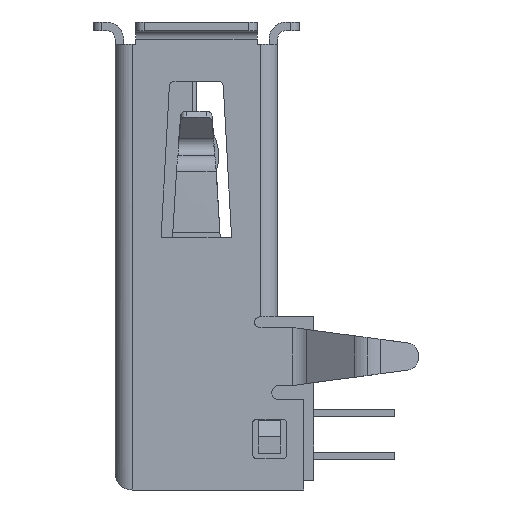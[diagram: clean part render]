
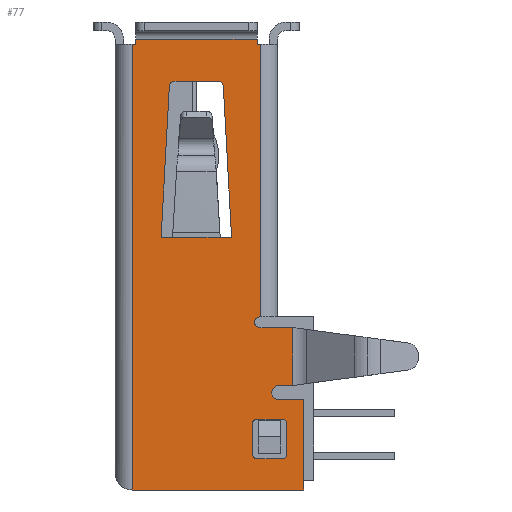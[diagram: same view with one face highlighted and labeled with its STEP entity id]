
A CAD part, left-side view. The second image highlights one B-rep face of the part: STEP entity #77.
In plain terms, the highlighted planar face has unit normal (-1, 0, 0).
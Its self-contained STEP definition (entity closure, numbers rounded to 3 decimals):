
#77=ADVANCED_FACE('',(#536,#537,#538),#539,.F.);
#536=FACE_OUTER_BOUND('',#1408,.T.);
#537=FACE_BOUND('',#1409,.T.);
#538=FACE_BOUND('',#1410,.T.);
#539=PLANE('',#1411);
#1408=EDGE_LOOP('',(#3953,#3954,#3955,#3956,#3957,#3958,#3959,#3960,#3961,#3962,#3963,#3964,#3965,#3966,#3967,#3968));
#1409=EDGE_LOOP('',(#3969,#3970,#3971,#3972,#3973,#3974,#3975,#3976));
#1410=EDGE_LOOP('',(#3977,#3978,#3979,#3980,#3981,#3982,#3983,#3984));
#1411=AXIS2_PLACEMENT_3D('',#3985,#3986,#3987);
#3953=ORIENTED_EDGE('',*,*,#7114,.F.);
#3954=ORIENTED_EDGE('',*,*,#7115,.F.);
#3955=ORIENTED_EDGE('',*,*,#7116,.T.);
#3956=ORIENTED_EDGE('',*,*,#7117,.F.);
#3957=ORIENTED_EDGE('',*,*,#7118,.F.);
#3958=ORIENTED_EDGE('',*,*,#7119,.T.);
#3959=ORIENTED_EDGE('',*,*,#7120,.T.);
#3960=ORIENTED_EDGE('',*,*,#7121,.F.);
#3961=ORIENTED_EDGE('',*,*,#7122,.F.);
#3962=ORIENTED_EDGE('',*,*,#7123,.T.);
#3963=ORIENTED_EDGE('',*,*,#7098,.T.);
#3964=ORIENTED_EDGE('',*,*,#7124,.F.);
#3965=ORIENTED_EDGE('',*,*,#7125,.F.);
#3966=ORIENTED_EDGE('',*,*,#7126,.T.);
#3967=ORIENTED_EDGE('',*,*,#7090,.T.);
#3968=ORIENTED_EDGE('',*,*,#7113,.T.);
#3969=ORIENTED_EDGE('',*,*,#7127,.F.);
#3970=ORIENTED_EDGE('',*,*,#7128,.F.);
#3971=ORIENTED_EDGE('',*,*,#7129,.F.);
#3972=ORIENTED_EDGE('',*,*,#7130,.F.);
#3973=ORIENTED_EDGE('',*,*,#7131,.F.);
#3974=ORIENTED_EDGE('',*,*,#7132,.F.);
#3975=ORIENTED_EDGE('',*,*,#7133,.F.);
#3976=ORIENTED_EDGE('',*,*,#7134,.F.);
#3977=ORIENTED_EDGE('',*,*,#7135,.T.);
#3978=ORIENTED_EDGE('',*,*,#7136,.T.);
#3979=ORIENTED_EDGE('',*,*,#7137,.T.);
#3980=ORIENTED_EDGE('',*,*,#7138,.T.);
#3981=ORIENTED_EDGE('',*,*,#7139,.T.);
#3982=ORIENTED_EDGE('',*,*,#7140,.T.);
#3983=ORIENTED_EDGE('',*,*,#7141,.T.);
#3984=ORIENTED_EDGE('',*,*,#7142,.T.);
#3985=CARTESIAN_POINT('',(-6.55,0.0,0.0));
#3986=DIRECTION('',(1.0,0.0,0.0));
#3987=DIRECTION('',(0.0,1.0,0.0));
#7090=EDGE_CURVE('',#8347,#8348,#8349,.T.);
#7098=EDGE_CURVE('',#8362,#8360,#8363,.T.);
#7113=EDGE_CURVE('',#8348,#8387,#8389,.T.);
#7114=EDGE_CURVE('',#8390,#8387,#8391,.T.);
#7115=EDGE_CURVE('',#8392,#8390,#8393,.T.);
#7116=EDGE_CURVE('',#8392,#8394,#8395,.T.);
#7117=EDGE_CURVE('',#8396,#8394,#8397,.T.);
#7118=EDGE_CURVE('',#8398,#8396,#8399,.T.);
#7119=EDGE_CURVE('',#8398,#8400,#8401,.T.);
#7120=EDGE_CURVE('',#8400,#8402,#8403,.T.);
#7121=EDGE_CURVE('',#8404,#8402,#8405,.T.);
#7122=EDGE_CURVE('',#8406,#8404,#8407,.T.);
#7123=EDGE_CURVE('',#8406,#8362,#8408,.T.);
#7124=EDGE_CURVE('',#8409,#8360,#8410,.T.);
#7125=EDGE_CURVE('',#8411,#8409,#8412,.T.);
#7126=EDGE_CURVE('',#8411,#8347,#8413,.T.);
#7127=EDGE_CURVE('',#8414,#8415,#8416,.T.);
#7128=EDGE_CURVE('',#8417,#8414,#8418,.T.);
#7129=EDGE_CURVE('',#8419,#8417,#8420,.T.);
#7130=EDGE_CURVE('',#8421,#8419,#8422,.T.);
#7131=EDGE_CURVE('',#8423,#8421,#8424,.T.);
#7132=EDGE_CURVE('',#8425,#8423,#8426,.T.);
#7133=EDGE_CURVE('',#8427,#8425,#8428,.T.);
#7134=EDGE_CURVE('',#8415,#8427,#8429,.T.);
#7135=EDGE_CURVE('',#8430,#8431,#8432,.T.);
#7136=EDGE_CURVE('',#8431,#8433,#8434,.T.);
#7137=EDGE_CURVE('',#8433,#8435,#8436,.T.);
#7138=EDGE_CURVE('',#8435,#8437,#8438,.T.);
#7139=EDGE_CURVE('',#8437,#8439,#8440,.T.);
#7140=EDGE_CURVE('',#8439,#8441,#8442,.T.);
#7141=EDGE_CURVE('',#8441,#8443,#8444,.T.);
#7142=EDGE_CURVE('',#8443,#8430,#8445,.T.);
#8347=VERTEX_POINT('',#10683);
#8348=VERTEX_POINT('',#10684);
#8349=LINE('',#10685,#10686);
#8360=VERTEX_POINT('',#10702);
#8362=VERTEX_POINT('',#10705);
#8363=LINE('',#10706,#10707);
#8387=VERTEX_POINT('',#10739);
#8389=LINE('',#10778,#10779);
#8390=VERTEX_POINT('',#10780);
#8391=LINE('',#10781,#10782);
#8392=VERTEX_POINT('',#10783);
#8393=LINE('',#10784,#10785);
#8394=VERTEX_POINT('',#10786);
#8395=LINE('',#10787,#10788);
#8396=VERTEX_POINT('',#10789);
#8397=CIRCLE('',#10790,0.25);
#8398=VERTEX_POINT('',#10791);
#8399=LINE('',#10792,#10793);
#8400=VERTEX_POINT('',#10794);
#8401=LINE('',#10795,#10796);
#8402=VERTEX_POINT('',#10797);
#8403=LINE('',#10798,#10799);
#8404=VERTEX_POINT('',#10800);
#8405=CIRCLE('',#10801,0.19);
#8406=VERTEX_POINT('',#10802);
#8407=LINE('',#10803,#10804);
#8408=LINE('',#10805,#10806);
#8409=VERTEX_POINT('',#10807);
#8410=LINE('',#10808,#10809);
#8411=VERTEX_POINT('',#10810);
#8412=LINE('',#10811,#10812);
#8413=LINE('',#10813,#10814);
#8414=VERTEX_POINT('',#10815);
#8415=VERTEX_POINT('',#10816);
#8416=LINE('',#10817,#10818);
#8417=VERTEX_POINT('',#10819);
#8418=CIRCLE('',#10820,0.15);
#8419=VERTEX_POINT('',#10821);
#8420=LINE('',#10822,#10823);
#8421=VERTEX_POINT('',#10824);
#8422=CIRCLE('',#10825,0.15);
#8423=VERTEX_POINT('',#10826);
#8424=LINE('',#10827,#10828);
#8425=VERTEX_POINT('',#10829);
#8426=CIRCLE('',#10830,0.15);
#8427=VERTEX_POINT('',#10831);
#8428=LINE('',#10832,#10833);
#8429=CIRCLE('',#10834,0.15);
#8430=VERTEX_POINT('',#10835);
#8431=VERTEX_POINT('',#10836);
#8432=LINE('',#10837,#10838);
#8433=VERTEX_POINT('',#10839);
#8434=LINE('',#10840,#10841);
#8435=VERTEX_POINT('',#10842);
#8436=LINE('',#10843,#10844);
#8437=VERTEX_POINT('',#10845);
#8438=CIRCLE('',#10846,0.2);
#8439=VERTEX_POINT('',#10847);
#8440=LINE('',#10848,#10849);
#8441=VERTEX_POINT('',#10850);
#8442=CIRCLE('',#10851,0.2);
#8443=VERTEX_POINT('',#10852);
#8444=LINE('',#10853,#10854);
#8445=LINE('',#10855,#10856);
#10683=CARTESIAN_POINT('',(-6.55,2.14,-0.78));
#10684=CARTESIAN_POINT('',(-6.55,2.26,-0.78));
#10685=CARTESIAN_POINT('',(-6.55,2.14,-0.78));
#10686=VECTOR('',#15351,0.12);
#10702=CARTESIAN_POINT('',(-6.55,-2.14,-0.78));
#10705=CARTESIAN_POINT('',(-6.55,-2.26,-0.78));
#10706=CARTESIAN_POINT('',(-6.55,-2.26,-0.78));
#10707=VECTOR('',#15361,0.12);
#10739=CARTESIAN_POINT('',(-6.55,2.26,-16.48));
#10778=CARTESIAN_POINT('',(-6.55,2.26,-0.78));
#10779=VECTOR('',#15385,15.7);
#10780=CARTESIAN_POINT('',(-6.55,-3.78,-16.48));
#10781=CARTESIAN_POINT('',(-6.55,-3.78,-16.48));
#10782=VECTOR('',#15386,6.04);
#10783=CARTESIAN_POINT('',(-6.55,-3.78,-13.3));
#10784=CARTESIAN_POINT('',(-6.55,-3.78,-13.3));
#10785=VECTOR('',#15387,3.18);
#10786=CARTESIAN_POINT('',(-6.55,-2.9,-13.3));
#10787=CARTESIAN_POINT('',(-6.55,-3.78,-13.3));
#10788=VECTOR('',#15388,0.88);
#10789=CARTESIAN_POINT('',(-6.55,-2.9,-12.8));
#10790=AXIS2_PLACEMENT_3D('',#15389,#15390,#15391);
#10791=CARTESIAN_POINT('',(-6.55,-3.4,-12.8));
#10792=CARTESIAN_POINT('',(-6.55,-3.4,-12.8));
#10793=VECTOR('',#15392,0.5);
#10794=CARTESIAN_POINT('',(-6.55,-3.4,-10.76));
#10795=CARTESIAN_POINT('',(-6.55,-3.4,-12.8));
#10796=VECTOR('',#15393,2.04);
#10797=CARTESIAN_POINT('',(-6.55,-2.24,-10.76));
#10798=CARTESIAN_POINT('',(-6.55,-3.4,-10.76));
#10799=VECTOR('',#15394,1.16);
#10800=CARTESIAN_POINT('',(-6.55,-2.24,-10.38));
#10801=AXIS2_PLACEMENT_3D('',#15395,#15396,#15397);
#10802=CARTESIAN_POINT('',(-6.55,-2.26,-10.38));
#10803=CARTESIAN_POINT('',(-6.55,-2.26,-10.38));
#10804=VECTOR('',#15398,0.02);
#10805=CARTESIAN_POINT('',(-6.55,-2.26,-10.38));
#10806=VECTOR('',#15399,9.6);
#10807=CARTESIAN_POINT('',(-6.55,-2.14,-0.6));
#10808=CARTESIAN_POINT('',(-6.55,-2.14,-0.6));
#10809=VECTOR('',#15400,0.18);
#10810=CARTESIAN_POINT('',(-6.55,2.14,-0.6));
#10811=CARTESIAN_POINT('',(-6.55,2.14,-0.6));
#10812=VECTOR('',#15401,4.28);
#10813=CARTESIAN_POINT('',(-6.55,2.14,-0.6));
#10814=VECTOR('',#15402,0.18);
#10815=CARTESIAN_POINT('',(-6.55,-3.18,-15.23));
#10816=CARTESIAN_POINT('',(-6.55,-3.18,-14.13));
#10817=CARTESIAN_POINT('',(-6.55,-3.18,-15.23));
#10818=VECTOR('',#15403,1.1);
#10819=CARTESIAN_POINT('',(-6.55,-3.03,-15.38));
#10820=AXIS2_PLACEMENT_3D('',#15404,#15405,#15406);
#10821=CARTESIAN_POINT('',(-6.55,-2.13,-15.38));
#10822=CARTESIAN_POINT('',(-6.55,-2.13,-15.38));
#10823=VECTOR('',#15407,0.9);
#10824=CARTESIAN_POINT('',(-6.55,-1.98,-15.23));
#10825=AXIS2_PLACEMENT_3D('',#15408,#15409,#15410);
#10826=CARTESIAN_POINT('',(-6.55,-1.98,-14.13));
#10827=CARTESIAN_POINT('',(-6.55,-1.98,-14.13));
#10828=VECTOR('',#15411,1.1);
#10829=CARTESIAN_POINT('',(-6.55,-2.13,-13.98));
#10830=AXIS2_PLACEMENT_3D('',#15412,#15413,#15414);
#10831=CARTESIAN_POINT('',(-6.55,-3.03,-13.98));
#10832=CARTESIAN_POINT('',(-6.55,-3.03,-13.98));
#10833=VECTOR('',#15415,0.9);
#10834=AXIS2_PLACEMENT_3D('',#15416,#15417,#15418);
#10835=CARTESIAN_POINT('',(-6.55,-0.84,-7.58));
#10836=CARTESIAN_POINT('',(-6.55,0.84,-7.58));
#10837=CARTESIAN_POINT('',(-6.55,-0.84,-7.58));
#10838=VECTOR('',#15419,1.68);
#10839=CARTESIAN_POINT('',(-6.55,1.241,-7.58));
#10840=CARTESIAN_POINT('',(-6.55,0.84,-7.58));
#10841=VECTOR('',#15420,0.401);
#10842=CARTESIAN_POINT('',(-6.55,0.951,-2.269));
#10843=CARTESIAN_POINT('',(-6.55,1.241,-7.58));
#10844=VECTOR('',#15421,5.319);
#10845=CARTESIAN_POINT('',(-6.55,0.751,-2.08));
#10846=AXIS2_PLACEMENT_3D('',#15422,#15423,#15424);
#10847=CARTESIAN_POINT('',(-6.55,-0.751,-2.08));
#10848=CARTESIAN_POINT('',(-6.55,0.751,-2.08));
#10849=VECTOR('',#15425,1.502);
#10850=CARTESIAN_POINT('',(-6.55,-0.951,-2.269));
#10851=AXIS2_PLACEMENT_3D('',#15426,#15427,#15428);
#10852=CARTESIAN_POINT('',(-6.55,-1.241,-7.58));
#10853=CARTESIAN_POINT('',(-6.55,-0.951,-2.269));
#10854=VECTOR('',#15429,5.319);
#10855=CARTESIAN_POINT('',(-6.55,-1.241,-7.58));
#10856=VECTOR('',#15430,0.401);
#15351=DIRECTION('',(0.0,1.0,0.0));
#15361=DIRECTION('',(0.0,1.0,0.0));
#15385=DIRECTION('',(0.0,0.0,-1.0));
#15386=DIRECTION('',(0.0,1.0,0.0));
#15387=DIRECTION('',(0.0,0.0,-1.0));
#15388=DIRECTION('',(0.0,1.0,0.0));
#15389=CARTESIAN_POINT('',(-6.55,-2.9,-13.05));
#15390=DIRECTION('',(-1.0,0.0,0.0));
#15391=DIRECTION('',(0.0,0.,1.0));
#15392=DIRECTION('',(0.0,1.0,0.0));
#15393=DIRECTION('',(0.0,0.0,1.0));
#15394=DIRECTION('',(0.0,1.0,0.0));
#15395=CARTESIAN_POINT('',(-6.55,-2.24,-10.57));
#15396=DIRECTION('',(-1.0,0.0,0.0));
#15397=DIRECTION('',(0.0,0.0,1.0));
#15398=DIRECTION('',(0.,1.0,0.));
#15399=DIRECTION('',(0.0,0.0,1.0));
#15400=DIRECTION('',(0.0,0.0,-1.0));
#15401=DIRECTION('',(0.0,-1.0,0.0));
#15402=DIRECTION('',(0.0,0.0,-1.0));
#15403=DIRECTION('',(0.0,0.0,1.0));
#15404=CARTESIAN_POINT('',(-6.55,-3.03,-15.23));
#15405=DIRECTION('',(-1.0,0.0,0.0));
#15406=DIRECTION('',(0.0,0.0,-1.0));
#15407=DIRECTION('',(0.0,-1.0,0.0));
#15408=CARTESIAN_POINT('',(-6.55,-2.13,-15.23));
#15409=DIRECTION('',(-1.0,0.0,0.0));
#15410=DIRECTION('',(0.0,1.0,0.0));
#15411=DIRECTION('',(0.0,0.0,-1.0));
#15412=CARTESIAN_POINT('',(-6.55,-2.13,-14.13));
#15413=DIRECTION('',(-1.0,0.0,0.0));
#15414=DIRECTION('',(0.0,0.0,1.0));
#15415=DIRECTION('',(0.0,1.0,0.0));
#15416=CARTESIAN_POINT('',(-6.55,-3.03,-14.13));
#15417=DIRECTION('',(-1.0,0.0,0.0));
#15418=DIRECTION('',(0.0,-1.0,0.0));
#15419=DIRECTION('',(0.0,1.0,0.0));
#15420=DIRECTION('',(0.0,1.0,0.0));
#15421=DIRECTION('',(0.0,-0.054,0.999));
#15422=CARTESIAN_POINT('',(-6.55,0.751,-2.28));
#15423=DIRECTION('',(1.0,0.0,-0.0));
#15424=DIRECTION('',(0.0,0.999,0.054));
#15425=DIRECTION('',(0.0,-1.0,0.0));
#15426=CARTESIAN_POINT('',(-6.55,-0.751,-2.28));
#15427=DIRECTION('',(1.0,0.0,-0.0));
#15428=DIRECTION('',(0.0,0.0,1.0));
#15429=DIRECTION('',(0.0,-0.054,-0.999));
#15430=DIRECTION('',(0.0,1.0,0.0));
